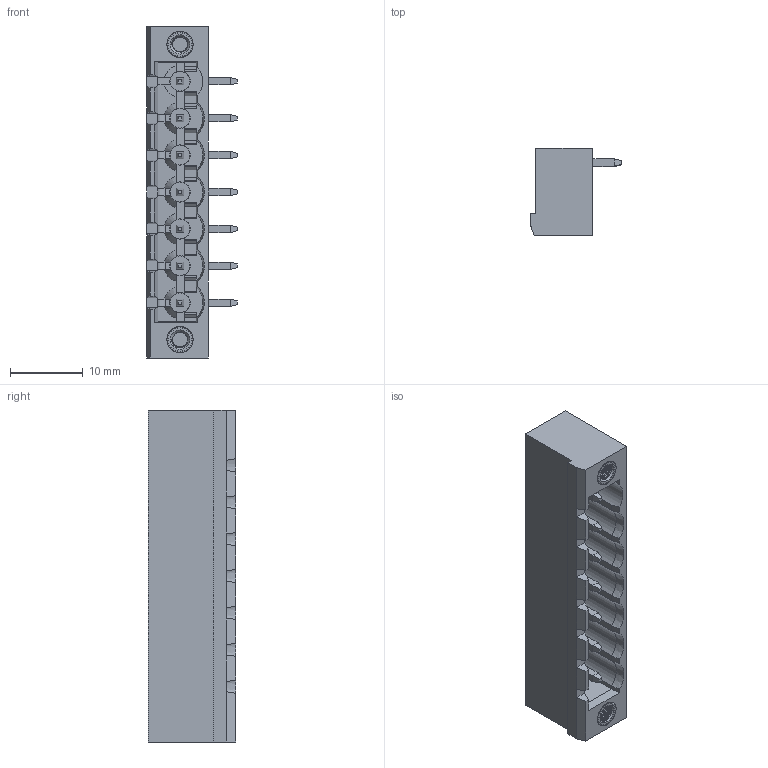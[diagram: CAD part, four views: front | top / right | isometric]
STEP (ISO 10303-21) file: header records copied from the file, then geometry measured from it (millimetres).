
FILE_DESCRIPTION((''),'2;1');
FILE_NAME('WJ2EDGRM-508-7P','2017-03-16T',('QZY'),(''),'CREO PARAMETRIC BY PTC INC, 2014440','CREO PARAMETRIC BY PTC INC, 2014440','');
FILE_SCHEMA(('CONFIG_CONTROL_DESIGN'));
Length unit declared in the file: millimetre
Products named in the file (1): WJ2EDGRM-508-7P
Bounding box: 12.5 x 12 x 45.72 mm (x, y, z)
Volume: 2115.9 mm3; surface area: 4236.1 mm2
Topology: 1 solids, 1 shells, 954 faces, 2739 edges, 1741 vertices
Faces by surface type: plane 678, cylinder 118, cone 108, bspline 36, sphere 14
Entity records: 40635 total; most frequent: CARTESIAN_POINT 16373, ORIENTED_EDGE 5450, DIRECTION 4433, EDGE_CURVE 2725, VECTOR 1837, LINE 1837, VERTEX_POINT 1741, AXIS2_PLACEMENT_3D 1298
